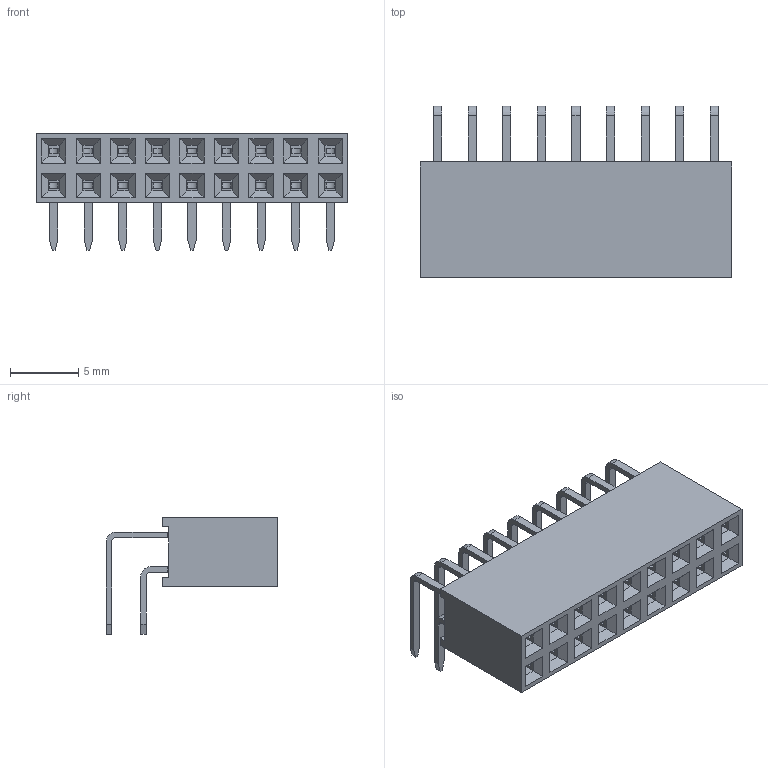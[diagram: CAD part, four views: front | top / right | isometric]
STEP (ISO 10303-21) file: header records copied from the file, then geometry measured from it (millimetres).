
FILE_DESCRIPTION(('STEP AP214'), '1');
FILE_NAME('PBD-R', '', ('UNSPECIFIED'), ('UNSPECIFIED'), 'ASCON STEP Converter 1.6', 'ASCON Math Kernel', '');
FILE_SCHEMA(('AUTOMOTIVE_DESIGN { 1 0 10303 214 3 1 1}'));
Length unit declared in the file: millimetre
Bounding box: 22.86 x 12.6 x 8.58 mm (x, y, z)
Volume: 888.5 mm3; surface area: 1707.6 mm2
Topology: 1 solids, 1 shells, 1054 faces, 2904 edges, 1816 vertices
Faces by surface type: plane 892, cylinder 162
Entity records: 41340 total; most frequent: ORIENTED_EDGE 5808, CARTESIAN_POINT 5775, DIRECTION 5410, EDGE_CURVE 2904, LINE 2508, VECTOR 2508, VERTEX_POINT 1816, AXIS2_PLACEMENT_3D 1451
